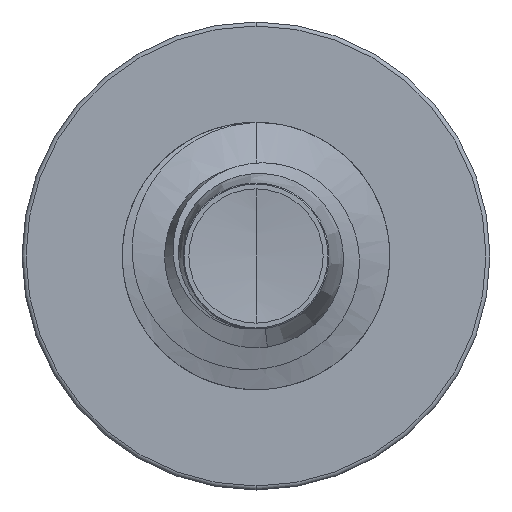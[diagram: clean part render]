
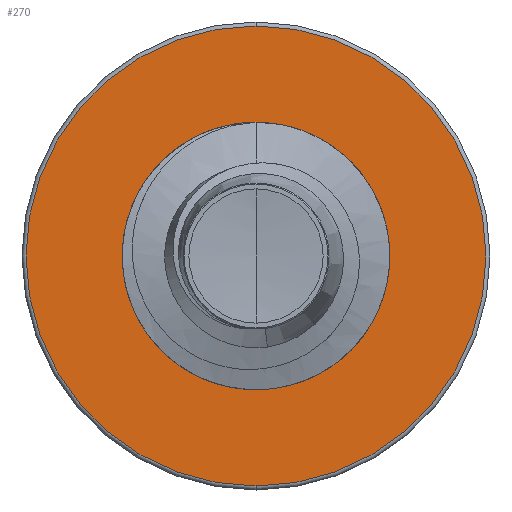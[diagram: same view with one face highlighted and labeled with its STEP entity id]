
A CAD part, front view. The second image highlights one B-rep face of the part: STEP entity #270.
In plain terms, the highlighted planar face has unit normal (0, -1, 0).
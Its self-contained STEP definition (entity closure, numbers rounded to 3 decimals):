
#270 = ADVANCED_FACE ( 'NONE', ( #6686, #6336 ), #13436, .F. ) ;
#525 = EDGE_CURVE ( 'NONE', #2511, #7422, #5979, .T. ) ;
#1026 = EDGE_LOOP ( 'NONE', ( #10051, #8270 ) ) ;
#1142 = CIRCLE ( 'NONE', #6886, 3.44 ) ;
#2369 = CARTESIAN_POINT ( 'NONE',  ( 0., 8., 0. ) ) ;
#2383 = AXIS2_PLACEMENT_3D ( 'NONE', #12406, #12405, #12397 ) ;
#2511 = VERTEX_POINT ( 'NONE', #4546 ) ;
#2932 = VERTEX_POINT ( 'NONE', #2958 ) ;
#2958 = CARTESIAN_POINT ( 'NONE',  ( 0., 8., -1.989 ) ) ;
#3411 = AXIS2_PLACEMENT_3D ( 'NONE', #2369, #10281, #3884 ) ;
#3749 = CARTESIAN_POINT ( 'NONE',  ( 0., 8., 3.44 ) ) ;
#3884 = DIRECTION ( 'NONE',  ( 0., 0., 1. ) ) ;
#4062 = EDGE_CURVE ( 'NONE', #2932, #8549, #12454, .T. ) ;
#4098 = EDGE_LOOP ( 'NONE', ( #11533, #5519 ) ) ;
#4546 = CARTESIAN_POINT ( 'NONE',  ( 0., 8., -3.44 ) ) ;
#5121 = DIRECTION ( 'NONE',  ( 0., 0., 1. ) ) ;
#5399 = DIRECTION ( 'NONE',  ( 0., 1., 0. ) ) ;
#5400 = CARTESIAN_POINT ( 'NONE',  ( 0., 8., 0. ) ) ;
#5519 = ORIENTED_EDGE ( 'NONE', *, *, #4062, .T. ) ;
#5979 = CIRCLE ( 'NONE', #2383, 3.44 ) ;
#6336 = FACE_BOUND ( 'NONE', #4098, .T. ) ;
#6685 = CIRCLE ( 'NONE', #3411, 1.989 ) ;
#6686 = FACE_OUTER_BOUND ( 'NONE', #1026, .T. ) ;
#6886 = AXIS2_PLACEMENT_3D ( 'NONE', #9166, #9114, #8853 ) ;
#7422 = VERTEX_POINT ( 'NONE', #3749 ) ;
#8270 = ORIENTED_EDGE ( 'NONE', *, *, #525, .F. ) ;
#8316 = CARTESIAN_POINT ( 'NONE',  ( 0., 8., 1.989 ) ) ;
#8549 = VERTEX_POINT ( 'NONE', #8316 ) ;
#8853 = DIRECTION ( 'NONE',  ( 0., 0., 1. ) ) ;
#9114 = DIRECTION ( 'NONE',  ( 0., 1., 0. ) ) ;
#9166 = CARTESIAN_POINT ( 'NONE',  ( 0., 8., 0. ) ) ;
#10051 = ORIENTED_EDGE ( 'NONE', *, *, #11913, .F. ) ;
#10281 = DIRECTION ( 'NONE',  ( 0., 1., 0. ) ) ;
#11525 = AXIS2_PLACEMENT_3D ( 'NONE', #5400, #5399, #5121 ) ;
#11533 = ORIENTED_EDGE ( 'NONE', *, *, #14149, .T. ) ;
#11913 = EDGE_CURVE ( 'NONE', #7422, #2511, #1142, .T. ) ;
#12397 = DIRECTION ( 'NONE',  ( 0., 0., 1. ) ) ;
#12405 = DIRECTION ( 'NONE',  ( 0., 1., 0. ) ) ;
#12406 = CARTESIAN_POINT ( 'NONE',  ( 0., 8., 0. ) ) ;
#12454 = CIRCLE ( 'NONE', #11525, 1.989 ) ;
#12652 = AXIS2_PLACEMENT_3D ( 'NONE', #13464, #13428, #13414 ) ;
#13414 = DIRECTION ( 'NONE',  ( 0., 0., 1. ) ) ;
#13428 = DIRECTION ( 'NONE',  ( 0., 1., 0. ) ) ;
#13436 = PLANE ( 'NONE',  #12652 ) ;
#13464 = CARTESIAN_POINT ( 'NONE',  ( 0., 8., -1.989 ) ) ;
#14149 = EDGE_CURVE ( 'NONE', #8549, #2932, #6685, .T. ) ;
